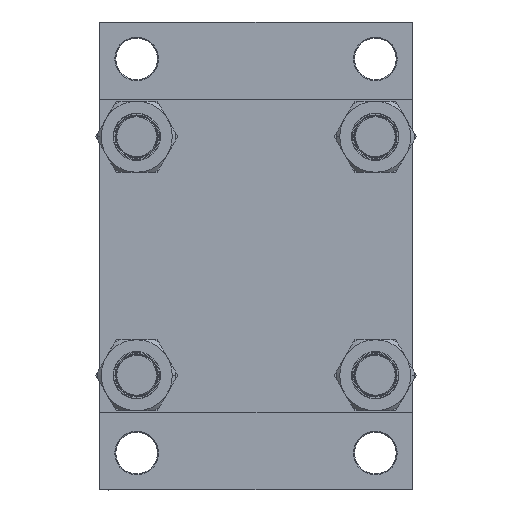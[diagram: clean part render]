
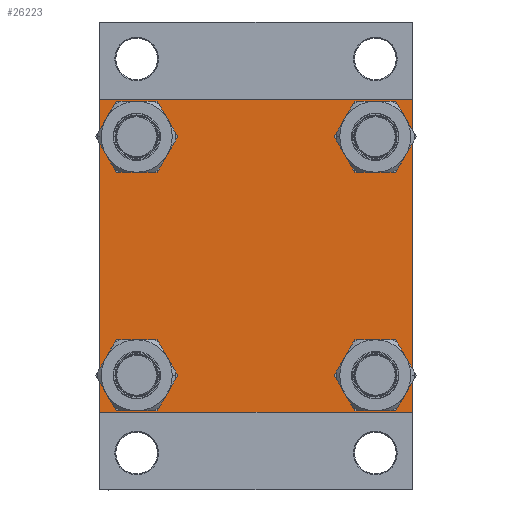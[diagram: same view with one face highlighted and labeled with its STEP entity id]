
A CAD part, left-side view. The second image highlights one B-rep face of the part: STEP entity #26223.
In plain terms, the highlighted planar face has unit normal (-1, 0, 0).
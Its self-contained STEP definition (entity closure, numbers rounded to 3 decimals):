
#83 = DIRECTION ( 'NONE',  ( 0., 0., -1. ) ) ;
#260 = DIRECTION ( 'NONE',  ( 0., 0.707, -0.707 ) ) ;
#290 = EDGE_LOOP ( 'NONE', ( #20130, #29809 ) ) ;
#962 = CARTESIAN_POINT ( 'NONE',  ( 0., -62.95, 51.45 ) ) ;
#1874 = EDGE_CURVE ( 'NONE', #29569, #45038, #25580, .T. ) ;
#1947 = CARTESIAN_POINT ( 'NONE',  ( 0., -62.95, -62.95 ) ) ;
#2788 = EDGE_CURVE ( 'NONE', #17153, #9972, #13271, .T. ) ;
#2938 = ORIENTED_EDGE ( 'NONE', *, *, #16755, .T. ) ;
#2996 = EDGE_LOOP ( 'NONE', ( #12164, #33711 ) ) ;
#3193 = DIRECTION ( 'NONE',  ( 0., 0., -1. ) ) ;
#3542 = EDGE_CURVE ( 'NONE', #6860, #11841, #20205, .T. ) ;
#3733 = DIRECTION ( 'NONE',  ( 1., 0., 0. ) ) ;
#3768 = DIRECTION ( 'NONE',  ( 1., 0., 0. ) ) ;
#3823 = CARTESIAN_POINT ( 'NONE',  ( 0., -62.95, -51.45 ) ) ;
#4069 = CARTESIAN_POINT ( 'NONE',  ( 0., 62.95, -62.95 ) ) ;
#4127 = ORIENTED_EDGE ( 'NONE', *, *, #9239, .T. ) ;
#4176 = VECTOR ( 'NONE', #8100, 1000. ) ;
#4353 = PLANE ( 'NONE',  #5885 ) ;
#4537 = AXIS2_PLACEMENT_3D ( 'NONE', #42807, #32135, #24632 ) ;
#4598 = VECTOR ( 'NONE', #27973, 1000. ) ;
#5885 = AXIS2_PLACEMENT_3D ( 'NONE', #33857, #44996, #11842 ) ;
#5991 = VERTEX_POINT ( 'NONE', #32366 ) ;
#6791 = VECTOR ( 'NONE', #42092, 1000. ) ;
#6818 = VERTEX_POINT ( 'NONE', #40605 ) ;
#6860 = VERTEX_POINT ( 'NONE', #3823 ) ;
#7239 = VECTOR ( 'NONE', #28797, 1000. ) ;
#7834 = AXIS2_PLACEMENT_3D ( 'NONE', #10322, #3733, #39370 ) ;
#8100 = DIRECTION ( 'NONE',  ( 0., -0.707, -0.707 ) ) ;
#8246 = DIRECTION ( 'NONE',  ( 1., 0., 0. ) ) ;
#8332 = AXIS2_PLACEMENT_3D ( 'NONE', #14200, #36467, #21216 ) ;
#8404 = CIRCLE ( 'NONE', #4537, 11.5 ) ;
#9107 = VECTOR ( 'NONE', #47366, 1000. ) ;
#9239 = EDGE_CURVE ( 'NONE', #10556, #31904, #15349, .T. ) ;
#9847 = CARTESIAN_POINT ( 'NONE',  ( 0., -82., 82.5 ) ) ;
#9960 = ORIENTED_EDGE ( 'NONE', *, *, #44960, .T. ) ;
#9972 = VERTEX_POINT ( 'NONE', #16414 ) ;
#10322 = CARTESIAN_POINT ( 'NONE',  ( 0., 62.95, -62.95 ) ) ;
#10556 = VERTEX_POINT ( 'NONE', #36301 ) ;
#11288 = VERTEX_POINT ( 'NONE', #34673 ) ;
#11752 = CARTESIAN_POINT ( 'NONE',  ( 0., 62.95, 62.95 ) ) ;
#11841 = VERTEX_POINT ( 'NONE', #17185 ) ;
#11842 = DIRECTION ( 'NONE',  ( 0., 0., 1. ) ) ;
#12164 = ORIENTED_EDGE ( 'NONE', *, *, #1874, .T. ) ;
#12197 = ORIENTED_EDGE ( 'NONE', *, *, #12201, .T. ) ;
#12201 = EDGE_CURVE ( 'NONE', #9972, #17153, #43866, .T. ) ;
#12288 = LINE ( 'NONE', #24339, #4598 ) ;
#12788 = CARTESIAN_POINT ( 'NONE',  ( 0., -82.25, -82.25 ) ) ;
#12904 = EDGE_CURVE ( 'NONE', #17907, #18326, #21697, .T. ) ;
#13271 = CIRCLE ( 'NONE', #25622, 11.5 ) ;
#13648 = CARTESIAN_POINT ( 'NONE',  ( 0., -82.5, -82. ) ) ;
#13681 = EDGE_CURVE ( 'NONE', #5991, #14456, #37742, .T. ) ;
#14200 = CARTESIAN_POINT ( 'NONE',  ( 0., 62.95, 62.95 ) ) ;
#14282 = CARTESIAN_POINT ( 'NONE',  ( 0., 82.5, 82.5 ) ) ;
#14323 = ORIENTED_EDGE ( 'NONE', *, *, #34997, .T. ) ;
#14456 = VERTEX_POINT ( 'NONE', #13648 ) ;
#14587 = LINE ( 'NONE', #25937, #26075 ) ;
#15230 = FACE_BOUND ( 'NONE', #23501, .T. ) ;
#15349 = LINE ( 'NONE', #41262, #4176 ) ;
#15617 = DIRECTION ( 'NONE',  ( 0., 0., 1. ) ) ;
#15972 = ORIENTED_EDGE ( 'NONE', *, *, #19841, .T. ) ;
#16414 = CARTESIAN_POINT ( 'NONE',  ( 0., 62.95, 51.45 ) ) ;
#16683 = DIRECTION ( 'NONE',  ( 0., 0., 1. ) ) ;
#16755 = EDGE_CURVE ( 'NONE', #6818, #10556, #14587, .T. ) ;
#17153 = VERTEX_POINT ( 'NONE', #33152 ) ;
#17185 = CARTESIAN_POINT ( 'NONE',  ( 0., -62.95, -74.45 ) ) ;
#17907 = VERTEX_POINT ( 'NONE', #29520 ) ;
#17946 = CIRCLE ( 'NONE', #30317, 11.5 ) ;
#18326 = VERTEX_POINT ( 'NONE', #9847 ) ;
#18808 = VECTOR ( 'NONE', #3193, 1000. ) ;
#19091 = FACE_BOUND ( 'NONE', #23639, .T. ) ;
#19356 = CARTESIAN_POINT ( 'NONE',  ( 0., 82.25, 82.25 ) ) ;
#19841 = EDGE_CURVE ( 'NONE', #31904, #5991, #12288, .T. ) ;
#19976 = AXIS2_PLACEMENT_3D ( 'NONE', #33228, #40503, #25480 ) ;
#20130 = ORIENTED_EDGE ( 'NONE', *, *, #3542, .T. ) ;
#20205 = CIRCLE ( 'NONE', #45710, 11.5 ) ;
#20289 = EDGE_LOOP ( 'NONE', ( #2938, #4127, #15972, #45098, #45375, #36141, #25926, #14323 ) ) ;
#20940 = CARTESIAN_POINT ( 'NONE',  ( 0., 62.95, -74.45 ) ) ;
#21052 = CIRCLE ( 'NONE', #39616, 11.5 ) ;
#21216 = DIRECTION ( 'NONE',  ( 0., 0., 1. ) ) ;
#21551 = CARTESIAN_POINT ( 'NONE',  ( 0., -82.5, 82.5 ) ) ;
#21581 = ORIENTED_EDGE ( 'NONE', *, *, #31659, .T. ) ;
#21697 = LINE ( 'NONE', #25797, #9107 ) ;
#22257 = LINE ( 'NONE', #21551, #18808 ) ;
#22717 = FACE_BOUND ( 'NONE', #2996, .T. ) ;
#22740 = LINE ( 'NONE', #19356, #27770 ) ;
#23365 = VERTEX_POINT ( 'NONE', #43093 ) ;
#23501 = EDGE_LOOP ( 'NONE', ( #21581, #9960 ) ) ;
#23606 = DIRECTION ( 'NONE',  ( 0., 0., 1. ) ) ;
#23639 = EDGE_LOOP ( 'NONE', ( #45952, #12197 ) ) ;
#24339 = CARTESIAN_POINT ( 'NONE',  ( 0., 82.5, -82.5 ) ) ;
#24632 = DIRECTION ( 'NONE',  ( 0., 0., 1. ) ) ;
#25480 = DIRECTION ( 'NONE',  ( 0., 0., 1. ) ) ;
#25580 = CIRCLE ( 'NONE', #7834, 11.5 ) ;
#25622 = AXIS2_PLACEMENT_3D ( 'NONE', #11752, #3768, #15617 ) ;
#25797 = CARTESIAN_POINT ( 'NONE',  ( 0., -82.25, 82.25 ) ) ;
#25926 = ORIENTED_EDGE ( 'NONE', *, *, #47609, .F. ) ;
#25937 = CARTESIAN_POINT ( 'NONE',  ( 0., 82.5, 82.5 ) ) ;
#26075 = VECTOR ( 'NONE', #83, 1000. ) ;
#26223 = ADVANCED_FACE ( 'NONE', ( #15230, #29726, #22717, #19091, #37494 ), #4353, .T. ) ;
#26542 = DIRECTION ( 'NONE',  ( 1., 0., 0. ) ) ;
#27770 = VECTOR ( 'NONE', #260, 1000. ) ;
#27973 = DIRECTION ( 'NONE',  ( 0., -1., 0. ) ) ;
#28797 = DIRECTION ( 'NONE',  ( 0., -1., 0. ) ) ;
#29251 = CIRCLE ( 'NONE', #19976, 11.5 ) ;
#29495 = LINE ( 'NONE', #14282, #7239 ) ;
#29520 = CARTESIAN_POINT ( 'NONE',  ( 0., -82.5, 82. ) ) ;
#29569 = VERTEX_POINT ( 'NONE', #38481 ) ;
#29726 = FACE_BOUND ( 'NONE', #290, .T. ) ;
#29809 = ORIENTED_EDGE ( 'NONE', *, *, #33415, .T. ) ;
#30317 = AXIS2_PLACEMENT_3D ( 'NONE', #4069, #26542, #32841 ) ;
#31659 = EDGE_CURVE ( 'NONE', #11288, #40980, #8404, .T. ) ;
#31904 = VERTEX_POINT ( 'NONE', #44467 ) ;
#32135 = DIRECTION ( 'NONE',  ( 1., 0., 0. ) ) ;
#32366 = CARTESIAN_POINT ( 'NONE',  ( 0., -82., -82.5 ) ) ;
#32841 = DIRECTION ( 'NONE',  ( 0., 0., 1. ) ) ;
#33152 = CARTESIAN_POINT ( 'NONE',  ( 0., 62.95, 74.45 ) ) ;
#33228 = CARTESIAN_POINT ( 'NONE',  ( 0., -62.95, -62.95 ) ) ;
#33415 = EDGE_CURVE ( 'NONE', #11841, #6860, #29251, .T. ) ;
#33711 = ORIENTED_EDGE ( 'NONE', *, *, #44848, .T. ) ;
#33857 = CARTESIAN_POINT ( 'NONE',  ( 0., 0., 0. ) ) ;
#34673 = CARTESIAN_POINT ( 'NONE',  ( 0., -62.95, 74.45 ) ) ;
#34997 = EDGE_CURVE ( 'NONE', #23365, #6818, #22740, .T. ) ;
#36141 = ORIENTED_EDGE ( 'NONE', *, *, #12904, .T. ) ;
#36301 = CARTESIAN_POINT ( 'NONE',  ( 0., 82.5, -82. ) ) ;
#36467 = DIRECTION ( 'NONE',  ( 1., 0., 0. ) ) ;
#37494 = FACE_OUTER_BOUND ( 'NONE', #20289, .T. ) ;
#37742 = LINE ( 'NONE', #12788, #6791 ) ;
#38160 = DIRECTION ( 'NONE',  ( 1., 0., 0. ) ) ;
#38481 = CARTESIAN_POINT ( 'NONE',  ( 0., 62.95, -51.45 ) ) ;
#39370 = DIRECTION ( 'NONE',  ( 0., 0., 1. ) ) ;
#39616 = AXIS2_PLACEMENT_3D ( 'NONE', #45651, #38160, #23606 ) ;
#40503 = DIRECTION ( 'NONE',  ( 1., 0., 0. ) ) ;
#40605 = CARTESIAN_POINT ( 'NONE',  ( 0., 82.5, 82. ) ) ;
#40980 = VERTEX_POINT ( 'NONE', #962 ) ;
#41262 = CARTESIAN_POINT ( 'NONE',  ( 0., 82.25, -82.25 ) ) ;
#42092 = DIRECTION ( 'NONE',  ( 0., -0.707, 0.707 ) ) ;
#42807 = CARTESIAN_POINT ( 'NONE',  ( 0., -62.95, 62.95 ) ) ;
#43093 = CARTESIAN_POINT ( 'NONE',  ( 0., 82., 82.5 ) ) ;
#43866 = CIRCLE ( 'NONE', #8332, 11.5 ) ;
#44467 = CARTESIAN_POINT ( 'NONE',  ( 0., 82., -82.5 ) ) ;
#44848 = EDGE_CURVE ( 'NONE', #45038, #29569, #17946, .T. ) ;
#44960 = EDGE_CURVE ( 'NONE', #40980, #11288, #21052, .T. ) ;
#44996 = DIRECTION ( 'NONE',  ( -1., 0., 0. ) ) ;
#45038 = VERTEX_POINT ( 'NONE', #20940 ) ;
#45098 = ORIENTED_EDGE ( 'NONE', *, *, #13681, .T. ) ;
#45375 = ORIENTED_EDGE ( 'NONE', *, *, #46729, .F. ) ;
#45651 = CARTESIAN_POINT ( 'NONE',  ( 0., -62.95, 62.95 ) ) ;
#45710 = AXIS2_PLACEMENT_3D ( 'NONE', #1947, #8246, #16683 ) ;
#45952 = ORIENTED_EDGE ( 'NONE', *, *, #2788, .T. ) ;
#46729 = EDGE_CURVE ( 'NONE', #17907, #14456, #22257, .T. ) ;
#47366 = DIRECTION ( 'NONE',  ( 0., 0.707, 0.707 ) ) ;
#47609 = EDGE_CURVE ( 'NONE', #23365, #18326, #29495, .T. ) ;
